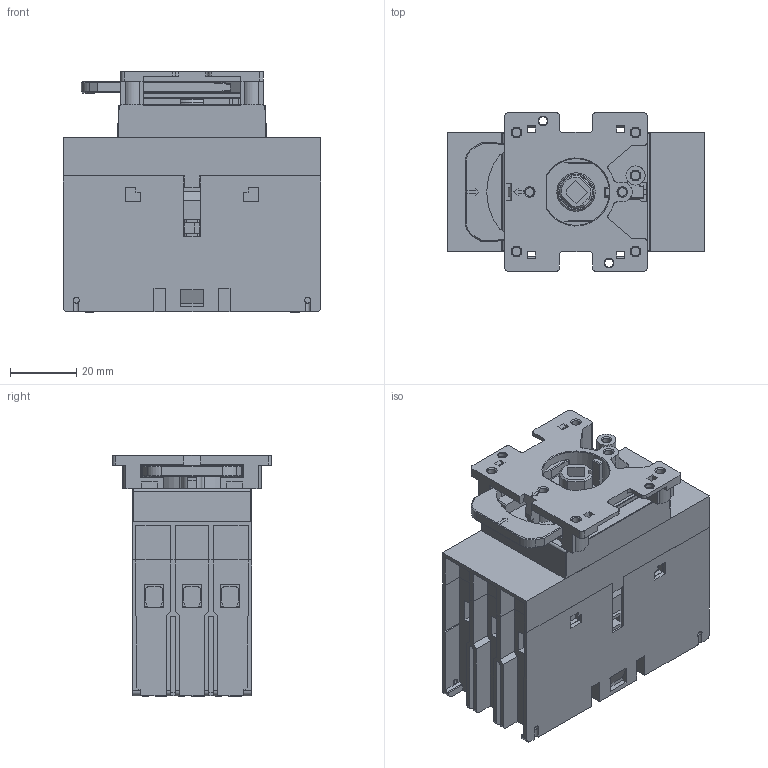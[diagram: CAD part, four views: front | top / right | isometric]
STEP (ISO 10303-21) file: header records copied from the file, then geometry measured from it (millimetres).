
FILE_DESCRIPTION(/* description */ (''),/* implementation_level */ '2;1');
FILE_NAME(/* name */ 'FILE_STP_CAD_DRAWING_GA016C-GA040C_Catalog_prt.stp',/* time_stamp */ '2021-06-01T17:27:08+02:00',/* author */ (''),/* organization */ (''),/* preprocessor_version */ 'ST-DEVELOPER v16.7',/* originating_system */ 'SIEMENS PLM Software NX 12.0',/* authorisation */ '');
FILE_SCHEMA (('AUTOMOTIVE_DESIGN { 1 0 10303 214 3 1 1 1 }'));
Length unit declared in the file: millimetre
Products named in the file (1): GA016C-GA040C_Catalog
Bounding box: 78 x 48 x 73.1 mm (x, y, z)
Surface area: 44065.9 mm2 (no closed solid volume)
Topology: 0 solids, 28 shells, 1231 faces, 4175 edges, 2932 vertices
Faces by surface type: plane 847, cylinder 235, bspline 99, cone 30, torus 18, sphere 2
Full cylindrical faces by diameter (mm): 1.8 x4, 2.5 x12, 3.3 x4, 5.8 x5, 6.2 x6, 11.6 x1
Entity records: 46458 total; most frequent: CARTESIAN_POINT 11048, ORIENTED_EDGE 7179, DIRECTION 6686, EDGE_CURVE 4104, LINE 3174, VECTOR 3174, VERTEX_POINT 2914, AXIS2_PLACEMENT_3D 1756
